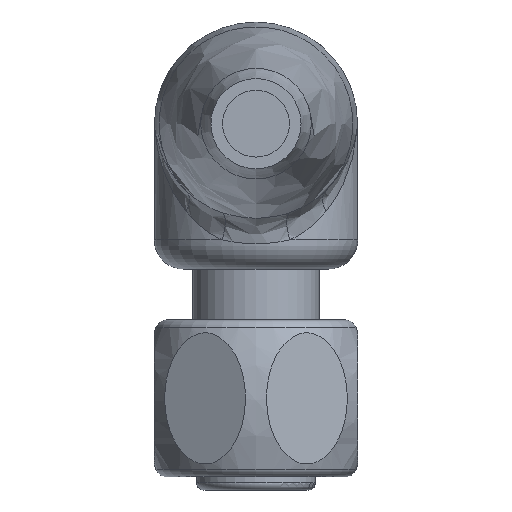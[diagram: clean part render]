
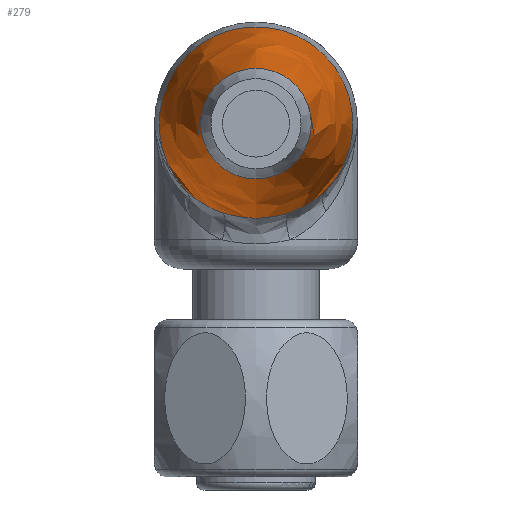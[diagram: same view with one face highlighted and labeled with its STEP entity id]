
A CAD part, front view. The second image highlights one B-rep face of the part: STEP entity #279.
In plain terms, the highlighted free-form (B-spline) face has degree [3, 3] with [4, 7] control points.
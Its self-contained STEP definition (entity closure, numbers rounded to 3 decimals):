
#56=(
BOUNDED_SURFACE()
B_SPLINE_SURFACE(3,3,((#1990,#1991,#1992,#1993,#1994,#1995,#1996),(#1997,
#1998,#1999,#2000,#2001,#2002,#2003),(#2004,#2005,#2006,#2007,#2008,#2009,
#2010),(#2011,#2012,#2013,#2014,#2015,#2016,#2017)),.UNSPECIFIED.,.F.,.T.,
 .F.)
B_SPLINE_SURFACE_WITH_KNOTS((4,4),(1,3,3,3,1),(0.,1.),(-0.5,0.,0.5,1.,1.5),
 .UNSPECIFIED.)
GEOMETRIC_REPRESENTATION_ITEM()
RATIONAL_B_SPLINE_SURFACE(((1.,0.333,0.333,1.,0.333,
0.333,1.),(0.998,0.333,0.333,
0.998,0.333,0.333,0.998),
(0.998,0.333,0.333,0.998,
0.333,0.333,0.998),(1.,0.333,
0.333,1.,0.333,0.333,1.)))
REPRESENTATION_ITEM('')
SURFACE()
);
#66=FACE_BOUND('',#462,.T.);
#67=FACE_BOUND('',#463,.T.);
#279=ADVANCED_FACE('',(#66,#67),#56,.T.);
#462=EDGE_LOOP('',(#696));
#463=EDGE_LOOP('',(#697,#698,#699,#700));
#594=CIRCLE('',#1346,3.805);
#595=CIRCLE('',#1347,6.663);
#696=ORIENTED_EDGE('',*,*,#1157,.F.);
#697=ORIENTED_EDGE('',*,*,#1158,.T.);
#698=ORIENTED_EDGE('',*,*,#1159,.T.);
#699=ORIENTED_EDGE('',*,*,#1160,.T.);
#700=ORIENTED_EDGE('',*,*,#1161,.T.);
#1032=VERTEX_POINT('',#1972);
#1033=VERTEX_POINT('',#1974);
#1034=VERTEX_POINT('',#1975);
#1035=VERTEX_POINT('',#1980);
#1036=VERTEX_POINT('',#1985);
#1157=EDGE_CURVE('',#1032,#1032,#594,.T.);
#1158=EDGE_CURVE('',#1033,#1034,#595,.T.);
#1159=EDGE_CURVE('',#1034,#1035,#1315,.T.);
#1160=EDGE_CURVE('',#1035,#1036,#1316,.T.);
#1161=EDGE_CURVE('',#1036,#1033,#1317,.T.);
#1315=B_SPLINE_CURVE_WITH_KNOTS('',3,(#1976,#1977,#1978,#1979),
 .UNSPECIFIED.,.F.,.F.,(4,4),(0.,1.),.UNSPECIFIED.);
#1316=B_SPLINE_CURVE_WITH_KNOTS('',3,(#1981,#1982,#1983,#1984),
 .UNSPECIFIED.,.F.,.F.,(4,4),(0.,1.),.UNSPECIFIED.);
#1317=B_SPLINE_CURVE_WITH_KNOTS('',3,(#1986,#1987,#1988,#1989),
 .UNSPECIFIED.,.F.,.F.,(4,4),(0.,1.),.UNSPECIFIED.);
#1346=AXIS2_PLACEMENT_3D('',#1971,#1538,#1539);
#1347=AXIS2_PLACEMENT_3D('',#1973,#1540,#1541);
#1538=DIRECTION('',(0.,-1.,0.));
#1539=DIRECTION('',(0.,0.,-1.));
#1540=DIRECTION('',(0.,-1.,0.));
#1541=DIRECTION('',(0.,0.,-1.));
#1971=CARTESIAN_POINT('',(0.,-26.916,10.));
#1972=CARTESIAN_POINT('',(0.,-26.916,6.195));
#1973=CARTESIAN_POINT('',(0.,-6.437,10.));
#1974=CARTESIAN_POINT('',(4.756,-6.437,5.334));
#1975=CARTESIAN_POINT('',(-4.756,-6.437,5.334));
#1976=CARTESIAN_POINT('',(-4.756,-6.437,5.334));
#1977=CARTESIAN_POINT('',(-4.115,-7.203,4.738));
#1978=CARTESIAN_POINT('',(-3.31,-7.892,4.215));
#1979=CARTESIAN_POINT('',(-2.296,-8.35,3.869));
#1980=CARTESIAN_POINT('',(-2.296,-8.35,3.869));
#1981=CARTESIAN_POINT('',(-2.296,-8.35,3.869));
#1982=CARTESIAN_POINT('',(-0.893,-8.984,3.39));
#1983=CARTESIAN_POINT('',(0.893,-8.984,3.39));
#1984=CARTESIAN_POINT('',(2.296,-8.35,3.869));
#1985=CARTESIAN_POINT('',(2.296,-8.35,3.869));
#1986=CARTESIAN_POINT('',(2.296,-8.35,3.869));
#1987=CARTESIAN_POINT('',(3.311,-7.892,4.215));
#1988=CARTESIAN_POINT('',(4.115,-7.203,4.738));
#1989=CARTESIAN_POINT('',(4.756,-6.437,5.334));
#1990=CARTESIAN_POINT('',(0.,-26.916,6.195));
#1991=CARTESIAN_POINT('',(7.611,-26.916,6.195));
#1992=CARTESIAN_POINT('',(7.611,-26.916,13.805));
#1993=CARTESIAN_POINT('',(0.,-26.916,13.805));
#1994=CARTESIAN_POINT('',(-7.611,-26.916,13.805));
#1995=CARTESIAN_POINT('',(-7.611,-26.916,6.195));
#1996=CARTESIAN_POINT('',(0.,-26.916,6.195));
#1997=CARTESIAN_POINT('',(0.,-20.18,4.654));
#1998=CARTESIAN_POINT('',(10.693,-20.18,4.654));
#1999=CARTESIAN_POINT('',(10.693,-20.18,15.346));
#2000=CARTESIAN_POINT('',(0.,-20.18,15.346));
#2001=CARTESIAN_POINT('',(-10.693,-20.18,15.346));
#2002=CARTESIAN_POINT('',(-10.693,-20.18,4.654));
#2003=CARTESIAN_POINT('',(0.,-20.18,4.654));
#2004=CARTESIAN_POINT('',(0.,-13.337,3.699));
#2005=CARTESIAN_POINT('',(12.602,-13.337,3.699));
#2006=CARTESIAN_POINT('',(12.602,-13.337,16.301));
#2007=CARTESIAN_POINT('',(0.,-13.337,16.301));
#2008=CARTESIAN_POINT('',(-12.602,-13.337,16.301));
#2009=CARTESIAN_POINT('',(-12.602,-13.337,3.699));
#2010=CARTESIAN_POINT('',(0.,-13.337,3.699));
#2011=CARTESIAN_POINT('',(0.,-6.437,3.337));
#2012=CARTESIAN_POINT('',(13.325,-6.437,3.337));
#2013=CARTESIAN_POINT('',(13.325,-6.437,16.663));
#2014=CARTESIAN_POINT('',(0.,-6.437,16.663));
#2015=CARTESIAN_POINT('',(-13.325,-6.437,16.663));
#2016=CARTESIAN_POINT('',(-13.325,-6.437,3.337));
#2017=CARTESIAN_POINT('',(0.,-6.437,3.337));
